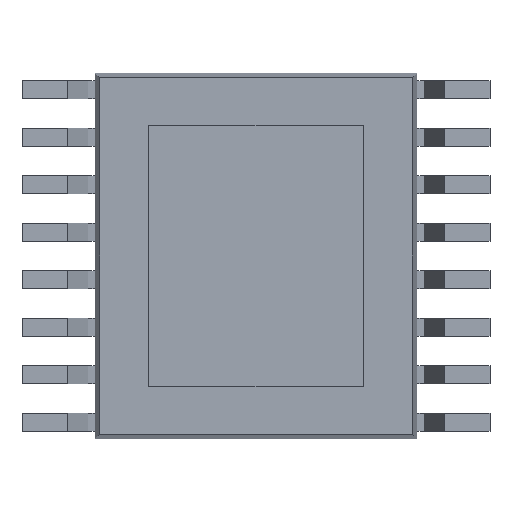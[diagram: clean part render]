
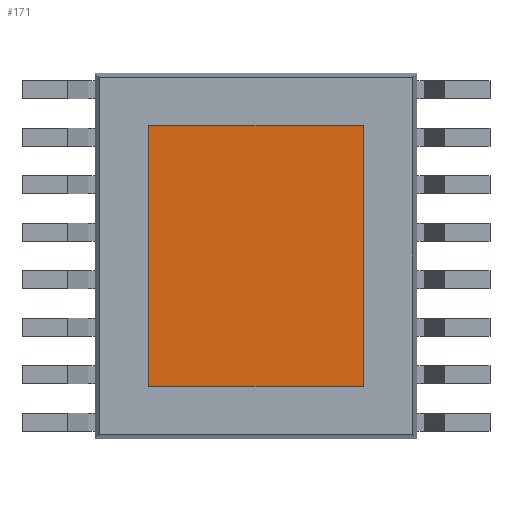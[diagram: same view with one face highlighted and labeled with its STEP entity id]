
A CAD part, front view. The second image highlights one B-rep face of the part: STEP entity #171.
In plain terms, the highlighted planar face has unit normal (0, -1, 0).
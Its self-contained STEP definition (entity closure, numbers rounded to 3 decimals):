
#52 = VERTEX_POINT('',#53);
#53 = CARTESIAN_POINT('',(-1.47,0.,-1.79));
#70 = VERTEX_POINT('',#71);
#71 = CARTESIAN_POINT('',(1.47,0.,-1.79));
#77 = EDGE_CURVE('',#52,#70,#78,.T.);
#78 = LINE('',#79,#80);
#79 = CARTESIAN_POINT('',(-1.47,0.,-1.79));
#80 = VECTOR('',#81,1.);
#81 = DIRECTION('',(1.,0.,0.));
#101 = VERTEX_POINT('',#102);
#102 = CARTESIAN_POINT('',(1.47,0.,1.79));
#108 = EDGE_CURVE('',#70,#101,#109,.T.);
#109 = LINE('',#110,#111);
#110 = CARTESIAN_POINT('',(1.47,0.,-1.79));
#111 = VECTOR('',#112,1.);
#112 = DIRECTION('',(0.,0.,1.));
#132 = VERTEX_POINT('',#133);
#133 = CARTESIAN_POINT('',(-1.47,0.,1.79));
#139 = EDGE_CURVE('',#101,#132,#140,.T.);
#140 = LINE('',#141,#142);
#141 = CARTESIAN_POINT('',(1.47,0.,1.79));
#142 = VECTOR('',#143,1.);
#143 = DIRECTION('',(-1.,0.,0.));
#161 = EDGE_CURVE('',#132,#52,#162,.T.);
#162 = LINE('',#163,#164);
#163 = CARTESIAN_POINT('',(-1.47,0.,1.79));
#164 = VECTOR('',#165,1.);
#165 = DIRECTION('',(0.,0.,-1.));
#171 = ADVANCED_FACE('',(#172),#178,.F.);
#172 = FACE_BOUND('',#173,.T.);
#173 = EDGE_LOOP('',(#174,#175,#176,#177));
#174 = ORIENTED_EDGE('',*,*,#77,.T.);
#175 = ORIENTED_EDGE('',*,*,#108,.T.);
#176 = ORIENTED_EDGE('',*,*,#139,.T.);
#177 = ORIENTED_EDGE('',*,*,#161,.T.);
#178 = PLANE('',#179);
#179 = AXIS2_PLACEMENT_3D('',#180,#181,#182);
#180 = CARTESIAN_POINT('',(0.,0.,0.));
#181 = DIRECTION('',(0.,1.,0.));
#182 = DIRECTION('',(0.,0.,1.));
